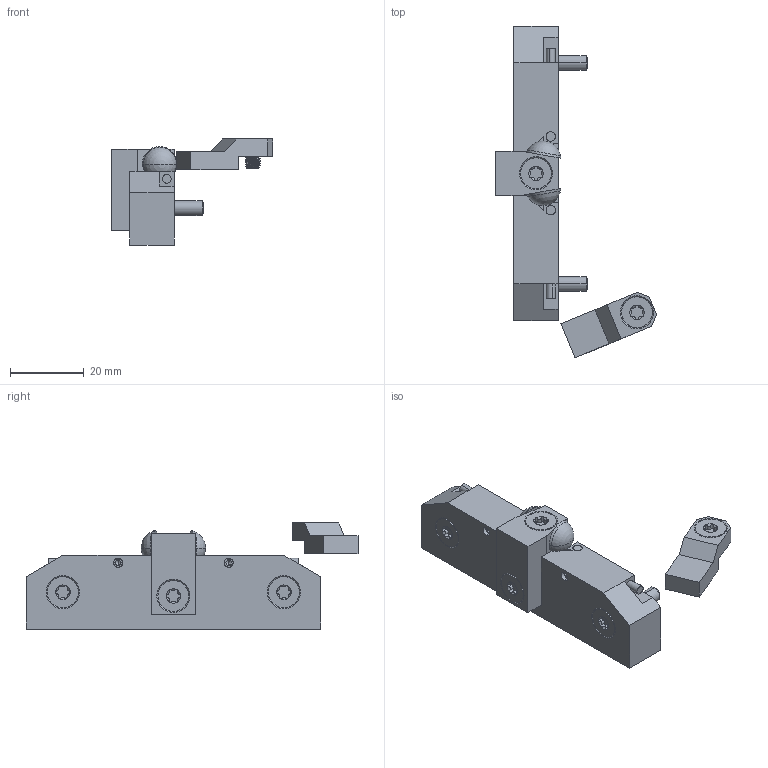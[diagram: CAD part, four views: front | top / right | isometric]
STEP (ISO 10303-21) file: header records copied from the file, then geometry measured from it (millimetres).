
FILE_DESCRIPTION((''),'2;1');
FILE_NAME('742237-01-D01','2012-06-20T',('ch5375'),(''),'PRO/ENGINEER BY PARAMETRIC TECHNOLOGY CORPORATION, 2010370','PRO/ENGINEER BY PARAMETRIC TECHNOLOGY CORPORATION, 2010370','');
FILE_SCHEMA(('CONFIG_CONTROL_DESIGN','SHAPE_APPEARANCE_LAYERS_GROUPS'));
Length unit declared in the file: millimetre
Products named in the file (1): 742237-01-D01
Bounding box: 43.7 x 90.12 x 28.8 mm (x, y, z)
Volume: 21853 mm3; surface area: 8693.7 mm2
Topology: 2 solids, 5 shells, 335 faces, 837 edges, 518 vertices
Faces by surface type: cylinder 135, plane 103, cone 76, bspline 13, extrusion 4, sphere 4
Entity records: 12447 total; most frequent: CARTESIAN_POINT 4658, ORIENTED_EDGE 1658, DIRECTION 1525, EDGE_CURVE 829, AXIS2_PLACEMENT_3D 577, VERTEX_POINT 518, VECTOR 371, LINE 367
